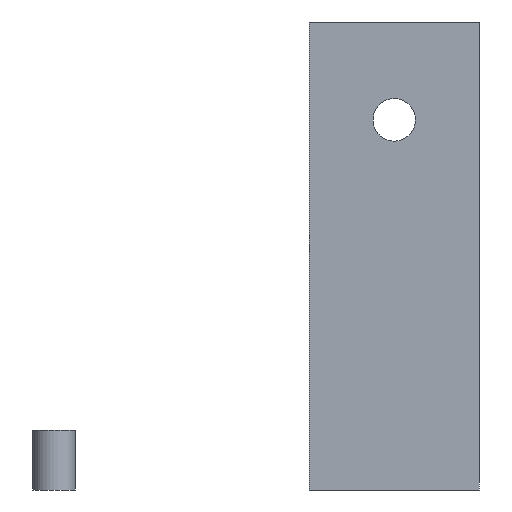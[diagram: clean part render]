
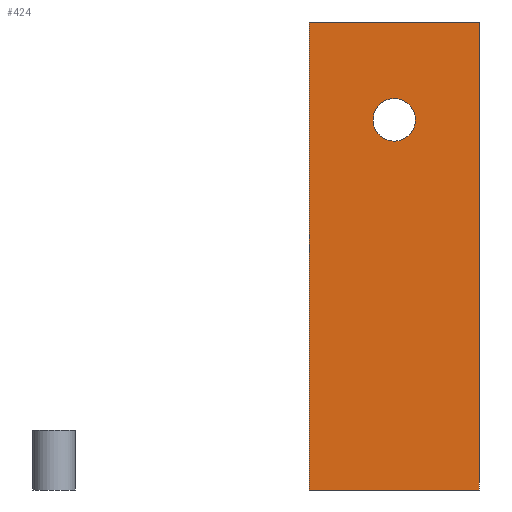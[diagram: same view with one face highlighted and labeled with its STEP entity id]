
A CAD part, front view. The second image highlights one B-rep face of the part: STEP entity #424.
In plain terms, the highlighted planar face has unit normal (0, -1, 0).
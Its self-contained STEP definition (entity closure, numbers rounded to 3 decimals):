
#20=FACE_BOUND('',#84,.T.);
#33=PLANE('',#465);
#56=FACE_OUTER_BOUND('',#83,.T.);
#83=EDGE_LOOP('',(#371,#372,#373,#374));
#84=EDGE_LOOP('',(#375));
#115=LINE('',#678,#156);
#121=LINE('',#689,#162);
#126=LINE('',#698,#167);
#130=LINE('',#704,#171);
#156=VECTOR('',#555,10.);
#162=VECTOR('',#563,10.);
#167=VECTOR('',#570,10.);
#171=VECTOR('',#578,10.);
#176=CIRCLE('',#439,2.5);
#192=VERTEX_POINT('',#607);
#216=VERTEX_POINT('',#675);
#217=VERTEX_POINT('',#677);
#220=VERTEX_POINT('',#686);
#224=VERTEX_POINT('',#696);
#232=EDGE_CURVE('',#192,#192,#176,.T.);
#265=EDGE_CURVE('',#216,#217,#115,.F.);
#271=EDGE_CURVE('',#216,#220,#121,.F.);
#276=EDGE_CURVE('',#220,#224,#126,.T.);
#280=EDGE_CURVE('',#217,#224,#130,.F.);
#371=ORIENTED_EDGE('',*,*,#271,.T.);
#372=ORIENTED_EDGE('',*,*,#276,.T.);
#373=ORIENTED_EDGE('',*,*,#280,.F.);
#374=ORIENTED_EDGE('',*,*,#265,.F.);
#375=ORIENTED_EDGE('',*,*,#232,.T.);
#424=ADVANCED_FACE('',(#56,#20),#33,.T.);
#439=AXIS2_PLACEMENT_3D('',#609,#489,#490);
#465=AXIS2_PLACEMENT_3D('',#705,#579,#580);
#489=DIRECTION('center_axis',(0.,1.,0.));
#490=DIRECTION('ref_axis',(-1.,0.,0.));
#555=DIRECTION('',(0.,0.,-1.));
#563=DIRECTION('',(-1.,0.,0.));
#570=DIRECTION('',(0.,0.,1.));
#578=DIRECTION('',(-1.,0.,0.));
#579=DIRECTION('center_axis',(0.,-1.,0.));
#580=DIRECTION('ref_axis',(1.,0.,0.));
#607=CARTESIAN_POINT('',(2.5,-26.5,43.5));
#609=CARTESIAN_POINT('Origin',(0.,-26.5,43.5));
#675=CARTESIAN_POINT('',(-10.,-26.5,0.));
#677=CARTESIAN_POINT('',(-10.,-26.5,55.));
#678=CARTESIAN_POINT('',(-10.,-26.5,0.));
#686=CARTESIAN_POINT('',(10.,-26.5,0.));
#689=CARTESIAN_POINT('',(-5.,-26.5,0.));
#696=CARTESIAN_POINT('',(10.,-26.5,55.));
#698=CARTESIAN_POINT('',(10.,-26.5,0.));
#704=CARTESIAN_POINT('',(-5.,-26.5,55.));
#705=CARTESIAN_POINT('Origin',(-10.,-26.5,0.));
